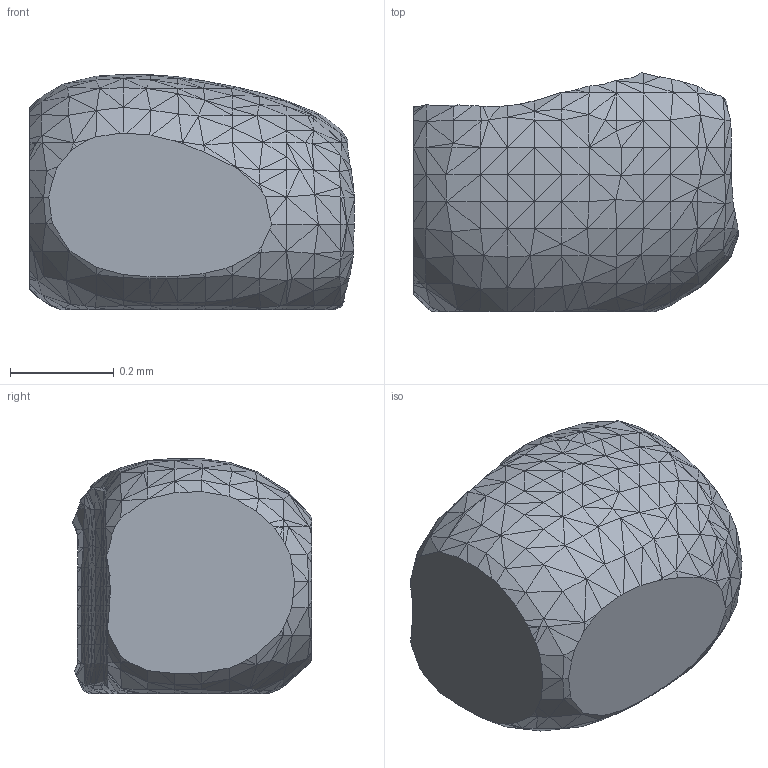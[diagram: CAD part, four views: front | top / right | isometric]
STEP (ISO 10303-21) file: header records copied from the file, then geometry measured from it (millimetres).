
FILE_DESCRIPTION(('FreeCAD Model'),'2;1');
FILE_NAME('Particle4.step','2020-11-16T22:10:51', ('FreeCAD'),('FreeCAD'),'Open CASCADE STEP processor 7.4','FreeCAD', 'Unknown');
FILE_SCHEMA(('AUTOMOTIVE_DESIGN { 1 0 10303 214 1 1 1 1 }'));
Products named in the file (1): Open CASCADE STEP translator 7.4 7
Bounding box: 0.63 x 0.46 x 0.45 mm (x, y, z)
Volume: 0.1 mm3; surface area: 1.1 mm2
Topology: 1 solids, 1 shells, 1261 faces, 2253 edges, 994 vertices
Faces by surface type: plane 1261
Entity records: 54494 total; most frequent: CARTESIAN_POINT 11675, DIRECTION 6623, ORIENTED_EDGE 4506, PCURVE 4506, DEFINITIONAL_REPRESENTATION 4506, LINE 4099, VECTOR 4099, B_SPLINE_CURVE_WITH_KNOTS 2660
